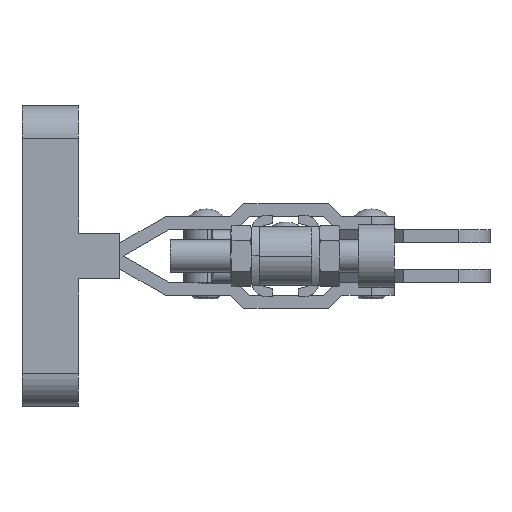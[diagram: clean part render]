
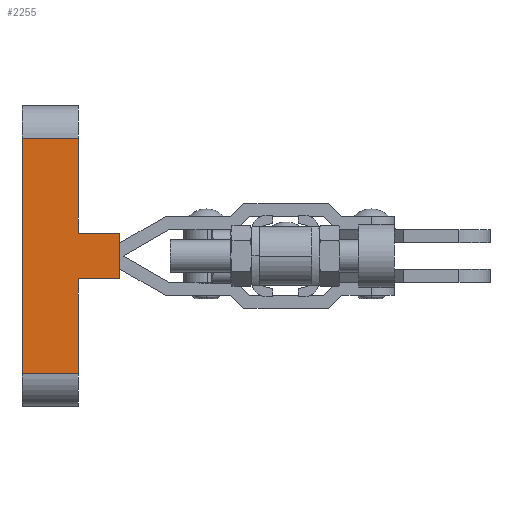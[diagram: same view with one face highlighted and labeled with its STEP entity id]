
A CAD part, left-side view. The second image highlights one B-rep face of the part: STEP entity #2255.
In plain terms, the highlighted planar face has unit normal (-1, 0, 0).
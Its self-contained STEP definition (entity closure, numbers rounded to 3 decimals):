
#124 = DIRECTION ( 'NONE',  ( 0., 1., 0. ) ) ;
#141 = LINE ( 'NONE', #6182, #4212 ) ;
#356 = EDGE_CURVE ( 'NONE', #4694, #5373, #565, .T. ) ;
#565 = LINE ( 'NONE', #8564, #2350 ) ;
#892 = ORIENTED_EDGE ( 'NONE', *, *, #4780, .T. ) ;
#1065 = VECTOR ( 'NONE', #4807, 1000. ) ;
#1203 = LINE ( 'NONE', #3394, #9054 ) ;
#1207 = ORIENTED_EDGE ( 'NONE', *, *, #3158, .T. ) ;
#1462 = LINE ( 'NONE', #6216, #7277 ) ;
#1667 = LINE ( 'NONE', #9145, #7479 ) ;
#1716 = DIRECTION ( 'NONE',  ( 0., 1., 0. ) ) ;
#1729 = CARTESIAN_POINT ( 'NONE',  ( -6.6, 60.35, 16. ) ) ;
#2255 = ADVANCED_FACE ( 'NONE', ( #9091 ), #3519, .T. ) ;
#2330 = DIRECTION ( 'NONE',  ( 0., 0., 1. ) ) ;
#2350 = VECTOR ( 'NONE', #5536, 1000. ) ;
#2486 = AXIS2_PLACEMENT_3D ( 'NONE', #2506, #9557, #7566 ) ;
#2506 = CARTESIAN_POINT ( 'NONE',  ( -6.6, 51.71, 1.5 ) ) ;
#2545 = LINE ( 'NONE', #8502, #4583 ) ;
#2656 = VERTEX_POINT ( 'NONE', #1729 ) ;
#3007 = CARTESIAN_POINT ( 'NONE',  ( -6.6, 60.35, -20. ) ) ;
#3158 = EDGE_CURVE ( 'NONE', #8699, #8505, #1462, .T. ) ;
#3215 = EDGE_CURVE ( 'NONE', #7519, #2656, #2545, .T. ) ;
#3394 = CARTESIAN_POINT ( 'NONE',  ( -6.6, 45.41, -5.5 ) ) ;
#3519 = PLANE ( 'NONE',  #2486 ) ;
#3624 = EDGE_CURVE ( 'NONE', #8505, #7519, #141, .T. ) ;
#3641 = CARTESIAN_POINT ( 'NONE',  ( -6.6, 51.71, -20. ) ) ;
#3858 = CARTESIAN_POINT ( 'NONE',  ( -6.6, 45.41, 1.5 ) ) ;
#3909 = DIRECTION ( 'NONE',  ( 0., 0., 1. ) ) ;
#3972 = CARTESIAN_POINT ( 'NONE',  ( -6.6, 60.35, 21. ) ) ;
#4212 = VECTOR ( 'NONE', #3909, 1000. ) ;
#4379 = EDGE_CURVE ( 'NONE', #8820, #9465, #1203, .T. ) ;
#4583 = VECTOR ( 'NONE', #1716, 1000. ) ;
#4636 = ORIENTED_EDGE ( 'NONE', *, *, #5600, .T. ) ;
#4694 = VERTEX_POINT ( 'NONE', #3007 ) ;
#4780 = EDGE_CURVE ( 'NONE', #9465, #8699, #1667, .T. ) ;
#4807 = DIRECTION ( 'NONE',  ( 0., 0., 1. ) ) ;
#4826 = CARTESIAN_POINT ( 'NONE',  ( -6.6, 51.71, 16. ) ) ;
#4997 = VECTOR ( 'NONE', #9257, 1000. ) ;
#5127 = LINE ( 'NONE', #6995, #1065 ) ;
#5220 = EDGE_CURVE ( 'NONE', #5373, #8820, #5127, .T. ) ;
#5373 = VERTEX_POINT ( 'NONE', #3641 ) ;
#5536 = DIRECTION ( 'NONE',  ( 0., -1., 0. ) ) ;
#5600 = EDGE_CURVE ( 'NONE', #2656, #4694, #9014, .T. ) ;
#6182 = CARTESIAN_POINT ( 'NONE',  ( -6.6, 51.71, 21. ) ) ;
#6216 = CARTESIAN_POINT ( 'NONE',  ( -6.6, 45.41, 1.5 ) ) ;
#6239 = EDGE_LOOP ( 'NONE', ( #4636, #6822, #6775, #7801, #892, #1207, #6276, #6479 ) ) ;
#6276 = ORIENTED_EDGE ( 'NONE', *, *, #3624, .T. ) ;
#6479 = ORIENTED_EDGE ( 'NONE', *, *, #3215, .T. ) ;
#6775 = ORIENTED_EDGE ( 'NONE', *, *, #5220, .T. ) ;
#6822 = ORIENTED_EDGE ( 'NONE', *, *, #356, .T. ) ;
#6995 = CARTESIAN_POINT ( 'NONE',  ( -6.6, 51.71, -25. ) ) ;
#7277 = VECTOR ( 'NONE', #124, 1000. ) ;
#7479 = VECTOR ( 'NONE', #2330, 1000. ) ;
#7519 = VERTEX_POINT ( 'NONE', #4826 ) ;
#7566 = DIRECTION ( 'NONE',  ( 0., 0., 1. ) ) ;
#7801 = ORIENTED_EDGE ( 'NONE', *, *, #4379, .T. ) ;
#8116 = CARTESIAN_POINT ( 'NONE',  ( -6.6, 51.71, 1.5 ) ) ;
#8502 = CARTESIAN_POINT ( 'NONE',  ( -6.6, 51.71, 16. ) ) ;
#8505 = VERTEX_POINT ( 'NONE', #8116 ) ;
#8521 = CARTESIAN_POINT ( 'NONE',  ( -6.6, 51.71, -5.5 ) ) ;
#8564 = CARTESIAN_POINT ( 'NONE',  ( -6.6, 51.71, -20. ) ) ;
#8684 = DIRECTION ( 'NONE',  ( 0., -1., 0. ) ) ;
#8699 = VERTEX_POINT ( 'NONE', #3858 ) ;
#8708 = CARTESIAN_POINT ( 'NONE',  ( -6.6, 45.41, -5.5 ) ) ;
#8820 = VERTEX_POINT ( 'NONE', #8521 ) ;
#9014 = LINE ( 'NONE', #3972, #4997 ) ;
#9054 = VECTOR ( 'NONE', #8684, 1000. ) ;
#9091 = FACE_OUTER_BOUND ( 'NONE', #6239, .T. ) ;
#9145 = CARTESIAN_POINT ( 'NONE',  ( -6.6, 45.41, -5.5 ) ) ;
#9257 = DIRECTION ( 'NONE',  ( 0., 0., -1. ) ) ;
#9465 = VERTEX_POINT ( 'NONE', #8708 ) ;
#9557 = DIRECTION ( 'NONE',  ( -1., 0., 0. ) ) ;
